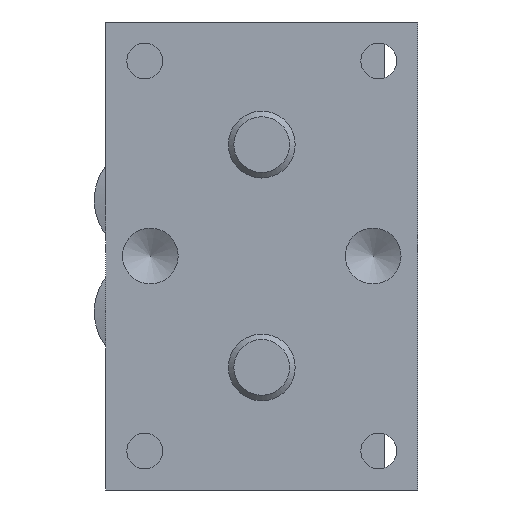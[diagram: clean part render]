
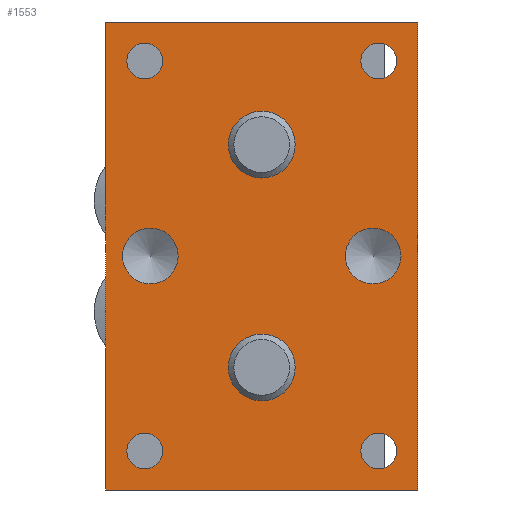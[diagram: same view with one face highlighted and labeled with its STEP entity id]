
A CAD part, left-side view. The second image highlights one B-rep face of the part: STEP entity #1553.
In plain terms, the highlighted planar face has unit normal (-1, 0, 0).
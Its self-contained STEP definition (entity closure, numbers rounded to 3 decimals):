
#1196=CARTESIAN_POINT('',(-10.0,14.,13.0));
#1197=VERTEX_POINT('',#1196);
#1198=CARTESIAN_POINT('',(-10.0,14.,10.0));
#1199=DIRECTION('',(1.0,0.0,0.0));
#1200=DIRECTION('',(0.0,0.0,-1.0));
#1201=AXIS2_PLACEMENT_3D('',#1198,#1199,#1200);
#1202=CIRCLE('',#1201,3.0);
#1203=EDGE_CURVE('',#1197,#1197,#1202,.T.);
#1224=CARTESIAN_POINT('',(-10.0,14.,-7.));
#1225=VERTEX_POINT('',#1224);
#1226=CARTESIAN_POINT('',(-10.0,14.,-10.0));
#1227=DIRECTION('',(1.0,0.0,0.0));
#1228=DIRECTION('',(0.0,0.0,-1.0));
#1229=AXIS2_PLACEMENT_3D('',#1226,#1227,#1228);
#1230=CIRCLE('',#1229,3.0);
#1231=EDGE_CURVE('',#1225,#1225,#1230,.T.);
#1252=CARTESIAN_POINT('',(-10.0,3.5,19.1));
#1253=VERTEX_POINT('',#1252);
#1254=CARTESIAN_POINT('',(-10.0,3.5,17.5));
#1255=DIRECTION('',(1.0,0.0,0.0));
#1256=DIRECTION('',(0.0,0.0,-1.0));
#1257=AXIS2_PLACEMENT_3D('',#1254,#1255,#1256);
#1258=CIRCLE('',#1257,1.6);
#1259=EDGE_CURVE('',#1253,#1253,#1258,.T.);
#1280=CARTESIAN_POINT('',(-10.0,3.5,-15.9));
#1281=VERTEX_POINT('',#1280);
#1282=CARTESIAN_POINT('',(-10.0,3.5,-17.5));
#1283=DIRECTION('',(1.0,0.0,0.0));
#1284=DIRECTION('',(0.0,0.0,-1.0));
#1285=AXIS2_PLACEMENT_3D('',#1282,#1283,#1284);
#1286=CIRCLE('',#1285,1.6);
#1287=EDGE_CURVE('',#1281,#1281,#1286,.T.);
#1308=CARTESIAN_POINT('',(-10.0,24.5,19.1));
#1309=VERTEX_POINT('',#1308);
#1310=CARTESIAN_POINT('',(-10.0,24.5,17.5));
#1311=DIRECTION('',(1.0,0.0,0.0));
#1312=DIRECTION('',(0.0,0.0,-1.0));
#1313=AXIS2_PLACEMENT_3D('',#1310,#1311,#1312);
#1314=CIRCLE('',#1313,1.6);
#1315=EDGE_CURVE('',#1309,#1309,#1314,.T.);
#1336=CARTESIAN_POINT('',(-10.0,24.5,-15.9));
#1337=VERTEX_POINT('',#1336);
#1338=CARTESIAN_POINT('',(-10.0,24.5,-17.5));
#1339=DIRECTION('',(1.0,0.0,0.0));
#1340=DIRECTION('',(0.0,0.0,-1.0));
#1341=AXIS2_PLACEMENT_3D('',#1338,#1339,#1340);
#1342=CIRCLE('',#1341,1.6);
#1343=EDGE_CURVE('',#1337,#1337,#1342,.T.);
#1353=CARTESIAN_POINT('',(-10.0,1.5,0.));
#1354=VERTEX_POINT('',#1353);
#1355=CARTESIAN_POINT('',(-10.0,4.0,0.0));
#1356=DIRECTION('',(1.0,0.0,0.0));
#1357=DIRECTION('',(0.0,1.0,0.0));
#1358=AXIS2_PLACEMENT_3D('',#1355,#1356,#1357);
#1359=CIRCLE('',#1358,2.5);
#1360=EDGE_CURVE('',#1354,#1354,#1359,.T.);
#1381=CARTESIAN_POINT('',(-10.0,21.5,0.));
#1382=VERTEX_POINT('',#1381);
#1383=CARTESIAN_POINT('',(-10.0,24.,0.0));
#1384=DIRECTION('',(1.0,0.0,0.0));
#1385=DIRECTION('',(0.0,1.0,0.0));
#1386=AXIS2_PLACEMENT_3D('',#1383,#1384,#1385);
#1387=CIRCLE('',#1386,2.5);
#1388=EDGE_CURVE('',#1382,#1382,#1387,.T.);
#1473=CARTESIAN_POINT('',(-10.0,28.,-21.0));
#1474=VERTEX_POINT('',#1473);
#1481=CARTESIAN_POINT('',(-10.0,28.,21.0));
#1482=VERTEX_POINT('',#1481);
#1483=CARTESIAN_POINT('',(-10.0,28.,21.0));
#1484=DIRECTION('',(0.0,0.0,-1.0));
#1485=VECTOR('',#1484,42.0);
#1486=LINE('',#1483,#1485);
#1487=EDGE_CURVE('',#1482,#1474,#1486,.T.);
#1499=CARTESIAN_POINT('',(-10.0,28.,21.0));
#1500=DIRECTION('',(-1.0,0.0,0.0));
#1501=DIRECTION('',(0.0,0.0,1.0));
#1502=AXIS2_PLACEMENT_3D('',#1499,#1500,#1501);
#1503=PLANE('',#1502);
#1504=CARTESIAN_POINT('',(-10.0,0.,-21.0));
#1505=VERTEX_POINT('',#1504);
#1506=CARTESIAN_POINT('',(-10.0,28.,-21.0));
#1507=DIRECTION('',(0.0,-1.0,0.0));
#1508=VECTOR('',#1507,28.);
#1509=LINE('',#1506,#1508);
#1510=EDGE_CURVE('',#1474,#1505,#1509,.T.);
#1511=ORIENTED_EDGE('',*,*,#1510,.T.);
#1512=CARTESIAN_POINT('',(-10.0,0.,21.0));
#1513=VERTEX_POINT('',#1512);
#1514=CARTESIAN_POINT('',(-10.0,0.,21.0));
#1515=DIRECTION('',(0.0,0.0,-1.0));
#1516=VECTOR('',#1515,42.0);
#1517=LINE('',#1514,#1516);
#1518=EDGE_CURVE('',#1513,#1505,#1517,.T.);
#1519=ORIENTED_EDGE('',*,*,#1518,.F.);
#1520=CARTESIAN_POINT('',(-10.0,0.,21.0));
#1521=DIRECTION('',(0.0,1.0,0.0));
#1522=VECTOR('',#1521,28.);
#1523=LINE('',#1520,#1522);
#1524=EDGE_CURVE('',#1513,#1482,#1523,.T.);
#1525=ORIENTED_EDGE('',*,*,#1524,.T.);
#1526=ORIENTED_EDGE('',*,*,#1487,.T.);
#1527=EDGE_LOOP('',(#1511,#1519,#1525,#1526));
#1528=FACE_OUTER_BOUND('',#1527,.T.);
#1529=ORIENTED_EDGE('',*,*,#1360,.T.);
#1530=EDGE_LOOP('',(#1529));
#1531=FACE_BOUND('',#1530,.T.);
#1532=ORIENTED_EDGE('',*,*,#1343,.T.);
#1533=EDGE_LOOP('',(#1532));
#1534=FACE_BOUND('',#1533,.T.);
#1535=ORIENTED_EDGE('',*,*,#1315,.T.);
#1536=EDGE_LOOP('',(#1535));
#1537=FACE_BOUND('',#1536,.T.);
#1538=ORIENTED_EDGE('',*,*,#1287,.T.);
#1539=EDGE_LOOP('',(#1538));
#1540=FACE_BOUND('',#1539,.T.);
#1541=ORIENTED_EDGE('',*,*,#1259,.T.);
#1542=EDGE_LOOP('',(#1541));
#1543=FACE_BOUND('',#1542,.T.);
#1544=ORIENTED_EDGE('',*,*,#1231,.T.);
#1545=EDGE_LOOP('',(#1544));
#1546=FACE_BOUND('',#1545,.T.);
#1547=ORIENTED_EDGE('',*,*,#1203,.T.);
#1548=EDGE_LOOP('',(#1547));
#1549=FACE_BOUND('',#1548,.T.);
#1550=ORIENTED_EDGE('',*,*,#1388,.T.);
#1551=EDGE_LOOP('',(#1550));
#1552=FACE_BOUND('',#1551,.T.);
#1553=ADVANCED_FACE('',(#1528,#1531,#1534,#1537,#1540,#1543,#1546,#1549,#1552),#1503,.T.);
